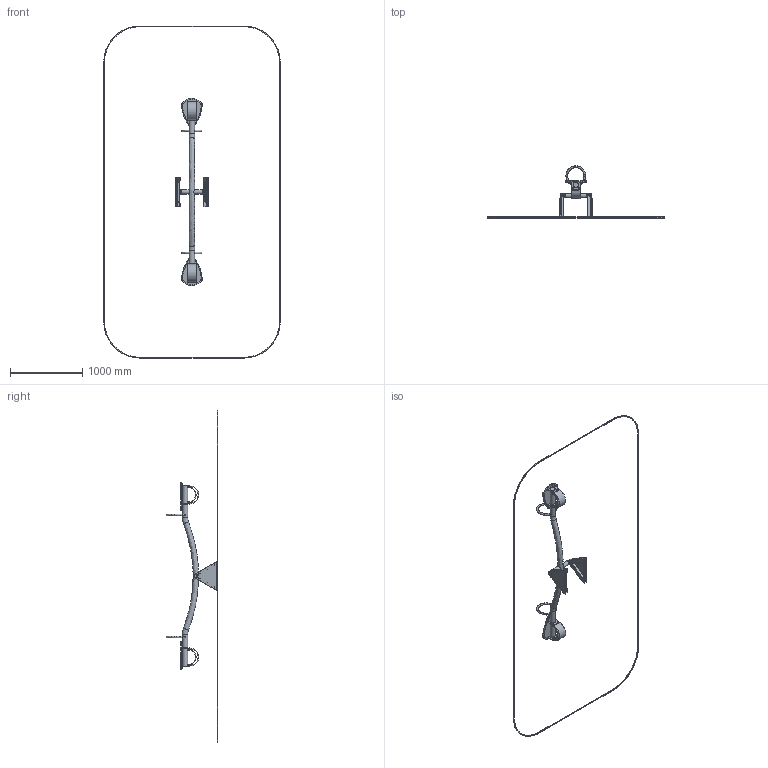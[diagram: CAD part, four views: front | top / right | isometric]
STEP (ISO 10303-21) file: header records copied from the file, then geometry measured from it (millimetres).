
FILE_DESCRIPTION(('STEP AP214'), '1');
FILE_NAME('Êà÷àëêà-áàëàíñèð', '', ('UNSPECIFIED'), ('UNSPECIFIED'), 'C3D Converter', 'C3D Toolkit', '');
FILE_SCHEMA(('AUTOMOTIVE_DESIGN { 1 0 10303 214 3 1 1}'));
Length unit declared in the file: millimetre
Products named in the file (36): КБ-64-00.00.00; КБ-64-01.00.00; КБ-64-01.01.00-7035; КБ-124.01.01.02; КБ-124.01.01.06; КБ-124.01.01.04; КБ-124.01.01.03; КБ-64-01.00.03; КБ-64-01.00.05; КБ-64-01.00.04; КБ-64-02.00.00; -7035; УТ-29.1.14.02.01.01; КБ-64.00.01.1-01; УТ-07.1.14.00.00.01; КБ-64-03.00.00; КБ-64.00.01.1; КБ-30-04.00.00-7035; СИС-11.01; КБ-130.02.01; КБ-24-00.00.01-7024
Assembly tree (54 placements, depth 5):
  КБ-64-00.00.00
    КБ-64-01.00.00
      КБ-64-01.01.00-7035
        КБ-124.01.01.02
        КБ-124.01.01.06  x2
        КБ-124.01.01.04  x2
        (unnamed)  x2
          КБ-124.01.01.03
        (unnamed)  x2
        (unnamed)  x2
      КБ-64-01.00.03  x2
      КБ-64-01.00.05  x2
      КБ-64-01.00.04  x2
    КБ-64-02.00.00
      -7035
        (unnamed)
        (unnamed)
        (unnamed)
          УТ-29.1.14.02.01.01
        (unnamed)
        (unnamed)  x2
      КБ-64.00.01.1-01
      УТ-07.1.14.00.00.01
    КБ-64-03.00.00
      -7035
        (unnamed)
        (unnamed)
        (unnamed)
          УТ-29.1.14.02.01.01
        (unnamed)
        (unnamed)  x2
      КБ-64.00.01.1
      УТ-07.1.14.00.00.01
    КБ-30-04.00.00-7035
      СИС-11.01
      КБ-130.02.01
      СИС-11.01
    КБ-30-04.00.00-7035
      СИС-11.01
      КБ-130.02.01
      СИС-11.01
    КБ-24-00.00.01-7024  x4
Bounding box: 2444 x 720 x 4600 mm (x, y, z)
Volume: 11268391 mm3; surface area: 4087819.1 mm2
Topology: 40 solids, 40 shells, 510 faces, 1196 edges, 772 vertices
Faces by surface type: plane 238, cylinder 204, torus 54, cone 10, bspline 4
Full cylindrical faces by diameter (mm): 6.5 x10, 8.5 x16, 30 x2, 42 x2, 47 x4, 51.4 x2, 52 x4, 57 x4, 60 x2, 70.4 x2, 76 x2
Entity records: 18121 total; most frequent: CARTESIAN_POINT 6743, DIRECTION 1722, ORIENTED_EDGE 1472, EDGE_CURVE 736, AXIS2_PLACEMENT_3D 657, VERTEX_POINT 502, EDGE_LOOP 432, LINE 408
